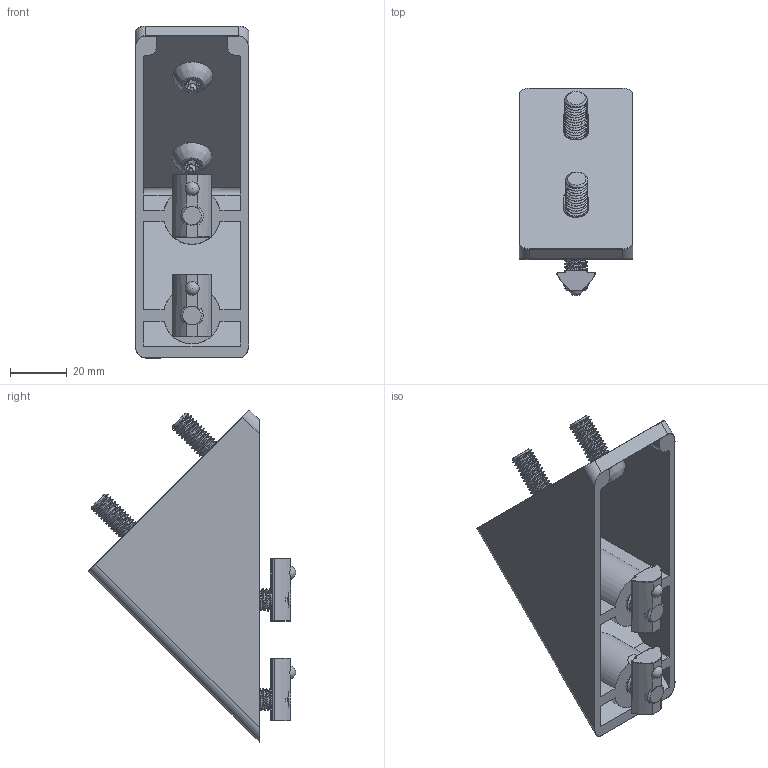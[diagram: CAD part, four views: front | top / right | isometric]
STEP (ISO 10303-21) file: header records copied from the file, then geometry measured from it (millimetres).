
FILE_DESCRIPTION(/* description */ (''),/* implementation_level */ '2;1');
FILE_NAME(/* name */ '1024242.stp',/* time_stamp */ '2024-04-30T15:55:16+02:00',/* author */ ('b.steehouwer'),/* organization */ (''),/* preprocessor_version */ 'ST-DEVELOPER v18.1',/* originating_system */ 'Autodesk Inventor 2021',/* authorisation */ '');
FILE_SCHEMA (('AUTOMOTIVE_DESIGN { 1 0 10303 214 3 1 1 }'));
Products named in the file (1): 1024242
Bounding box: 40 x 72.81 x 116.56 mm (x, y, z)
Volume: 57696 mm3; surface area: 38426.7 mm2
Topology: 7 solids, 7 shells, 340 faces, 1037 edges, 716 vertices
Faces by surface type: cylinder 140, plane 102, cone 36, torus 32, bspline 28, sphere 2
Full cylindrical faces by diameter (mm): 6.446 x28, 6.647 x2, 8 x2
Entity records: 52459 total; most frequent: CARTESIAN_POINT 43590, ORIENTED_EDGE 2062, DIRECTION 1598, EDGE_CURVE 1031, VERTEX_POINT 716, AXIS2_PLACEMENT_3D 651, B_SPLINE_CURVE_WITH_KNOTS 385, EDGE_LOOP 367
